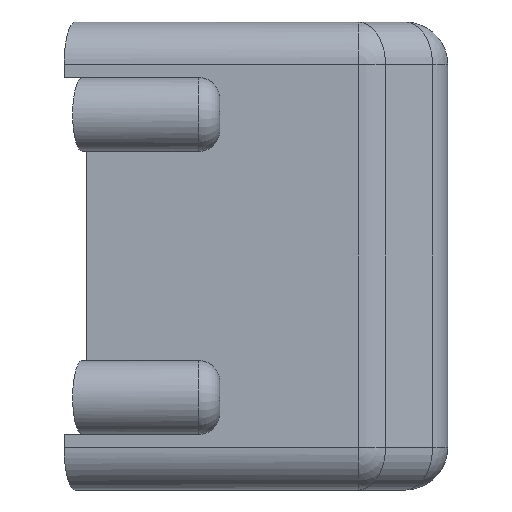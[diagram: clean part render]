
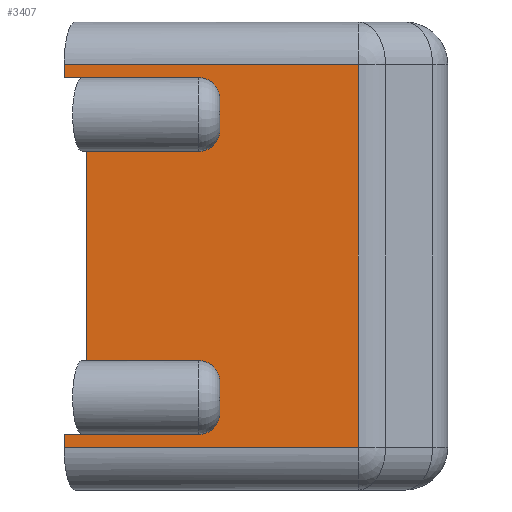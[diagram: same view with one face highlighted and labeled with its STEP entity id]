
A CAD part, front view. The second image highlights one B-rep face of the part: STEP entity #3407.
In plain terms, the highlighted planar face has unit normal (0, -1, 0).
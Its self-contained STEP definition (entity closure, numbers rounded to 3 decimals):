
#5 = VERTEX_POINT ( 'NONE', #3368 ) ;
#16 = EDGE_CURVE ( 'NONE', #3671, #3196, #3408, .T. ) ;
#18 = CARTESIAN_POINT ( 'NONE',  ( 80.259, 18.586, 22. ) ) ;
#127 = CARTESIAN_POINT ( 'NONE',  ( 67.237, 18.586, 14.766 ) ) ;
#131 = EDGE_CURVE ( 'NONE', #1590, #3702, #3046, .T. ) ;
#139 = DIRECTION ( 'NONE',  ( -1., 0., 0. ) ) ;
#267 = ORIENTED_EDGE ( 'NONE', *, *, #16, .F. ) ;
#272 = ORIENTED_EDGE ( 'NONE', *, *, #321, .T. ) ;
#321 = EDGE_CURVE ( 'NONE', #3641, #3196, #577, .T. ) ;
#330 = ORIENTED_EDGE ( 'NONE', *, *, #1494, .T. ) ;
#362 = VECTOR ( 'NONE', #3678, 1000. ) ;
#427 = DIRECTION ( 'NONE',  ( 0., 0., 1. ) ) ;
#456 = DIRECTION ( 'NONE',  ( 0., 0., 1. ) ) ;
#492 = DIRECTION ( 'NONE',  ( 0., 0., 1. ) ) ;
#509 = LINE ( 'NONE', #3092, #1827 ) ;
#518 = CARTESIAN_POINT ( 'NONE',  ( 67.237, 18.586, 11.834 ) ) ;
#531 = EDGE_CURVE ( 'NONE', #1356, #793, #1100, .T. ) ;
#552 = CARTESIAN_POINT ( 'NONE',  ( 88.683, 18.586, -16.766 ) ) ;
#557 = VECTOR ( 'NONE', #1348, 1000. ) ;
#570 = VECTOR ( 'NONE', #427, 1000. ) ;
#577 = CIRCLE ( 'NONE', #3435, 2. ) ;
#603 = CARTESIAN_POINT ( 'NONE',  ( 52.601, 18.586, 16.766 ) ) ;
#641 = DIRECTION ( 'NONE',  ( 0., 1., 0. ) ) ;
#648 = EDGE_CURVE ( 'NONE', #2871, #1865, #3745, .T. ) ;
#658 = DIRECTION ( 'NONE',  ( 0., 0., 1. ) ) ;
#670 = VECTOR ( 'NONE', #139, 1000. ) ;
#694 = VECTOR ( 'NONE', #4064, 1000. ) ;
#712 = DIRECTION ( 'NONE',  ( 0., 0., 1. ) ) ;
#766 = CARTESIAN_POINT ( 'NONE',  ( 65.237, 18.586, 11.834 ) ) ;
#783 = DIRECTION ( 'NONE',  ( -1., 0., 0. ) ) ;
#786 = CARTESIAN_POINT ( 'NONE',  ( 54.668, 18.586, 0. ) ) ;
#791 = LINE ( 'NONE', #1975, #557 ) ;
#793 = VERTEX_POINT ( 'NONE', #1706 ) ;
#821 = ORIENTED_EDGE ( 'NONE', *, *, #531, .F. ) ;
#851 = VERTEX_POINT ( 'NONE', #2327 ) ;
#855 = DIRECTION ( 'NONE',  ( 0., 0., 1. ) ) ;
#889 = CARTESIAN_POINT ( 'NONE',  ( 88.683, 18.586, 16.766 ) ) ;
#891 = VECTOR ( 'NONE', #3011, 1000. ) ;
#903 = CIRCLE ( 'NONE', #1570, 2. ) ;
#948 = DIRECTION ( 'NONE',  ( 0., 0., 1. ) ) ;
#1032 = CARTESIAN_POINT ( 'NONE',  ( 65.237, 18.586, -16.766 ) ) ;
#1050 = CARTESIAN_POINT ( 'NONE',  ( 80.259, 18.586, 18. ) ) ;
#1100 = LINE ( 'NONE', #3970, #362 ) ;
#1139 = ORIENTED_EDGE ( 'NONE', *, *, #1791, .T. ) ;
#1162 = PLANE ( 'NONE',  #2563 ) ;
#1183 = FACE_OUTER_BOUND ( 'NONE', #3787, .T. ) ;
#1207 = CARTESIAN_POINT ( 'NONE',  ( 88.683, 18.586, 22. ) ) ;
#1219 = CARTESIAN_POINT ( 'NONE',  ( 54.668, 18.586, 9.834 ) ) ;
#1220 = EDGE_CURVE ( 'NONE', #851, #1790, #903, .T. ) ;
#1230 = VECTOR ( 'NONE', #2702, 1000. ) ;
#1235 = ORIENTED_EDGE ( 'NONE', *, *, #1585, .T. ) ;
#1243 = VECTOR ( 'NONE', #712, 1000. ) ;
#1348 = DIRECTION ( 'NONE',  ( 1., 0., 0. ) ) ;
#1352 = CARTESIAN_POINT ( 'NONE',  ( 52.601, 18.586, -18. ) ) ;
#1356 = VERTEX_POINT ( 'NONE', #1352 ) ;
#1371 = ORIENTED_EDGE ( 'NONE', *, *, #2081, .F. ) ;
#1388 = VERTEX_POINT ( 'NONE', #2412 ) ;
#1494 = EDGE_CURVE ( 'NONE', #1356, #2823, #3394, .T. ) ;
#1570 = AXIS2_PLACEMENT_3D ( 'NONE', #3565, #2885, #658 ) ;
#1585 = EDGE_CURVE ( 'NONE', #2823, #1590, #2861, .T. ) ;
#1590 = VERTEX_POINT ( 'NONE', #1050 ) ;
#1691 = VECTOR ( 'NONE', #2512, 1000. ) ;
#1706 = CARTESIAN_POINT ( 'NONE',  ( 52.601, 18.586, -16.766 ) ) ;
#1786 = DIRECTION ( 'NONE',  ( 1., 0., 0. ) ) ;
#1790 = VERTEX_POINT ( 'NONE', #127 ) ;
#1791 = EDGE_CURVE ( 'NONE', #1880, #1388, #3690, .T. ) ;
#1804 = ORIENTED_EDGE ( 'NONE', *, *, #2973, .F. ) ;
#1813 = EDGE_CURVE ( 'NONE', #2552, #5, #2089, .T. ) ;
#1827 = VECTOR ( 'NONE', #2449, 1000. ) ;
#1865 = VERTEX_POINT ( 'NONE', #603 ) ;
#1870 = EDGE_CURVE ( 'NONE', #793, #4055, #4033, .T. ) ;
#1880 = VERTEX_POINT ( 'NONE', #1219 ) ;
#1897 = AXIS2_PLACEMENT_3D ( 'NONE', #766, #2033, #456 ) ;
#1963 = ORIENTED_EDGE ( 'NONE', *, *, #2137, .F. ) ;
#1975 = CARTESIAN_POINT ( 'NONE',  ( 88.683, 18.586, -16.766 ) ) ;
#1999 = VERTEX_POINT ( 'NONE', #1032 ) ;
#2003 = LINE ( 'NONE', #3281, #570 ) ;
#2008 = ORIENTED_EDGE ( 'NONE', *, *, #1870, .F. ) ;
#2033 = DIRECTION ( 'NONE',  ( 0., 1., 0. ) ) ;
#2075 = CARTESIAN_POINT ( 'NONE',  ( 67.237, 18.586, -14.766 ) ) ;
#2079 = CARTESIAN_POINT ( 'NONE',  ( 88.683, 18.586, -18. ) ) ;
#2081 = EDGE_CURVE ( 'NONE', #3641, #1388, #3282, .T. ) ;
#2089 = CIRCLE ( 'NONE', #1897, 2. ) ;
#2097 = LINE ( 'NONE', #889, #891 ) ;
#2137 = EDGE_CURVE ( 'NONE', #2552, #1790, #509, .T. ) ;
#2158 = VECTOR ( 'NONE', #2522, 1000. ) ;
#2327 = CARTESIAN_POINT ( 'NONE',  ( 65.237, 18.586, 16.766 ) ) ;
#2412 = CARTESIAN_POINT ( 'NONE',  ( 54.668, 18.586, -9.834 ) ) ;
#2449 = DIRECTION ( 'NONE',  ( 0., 0., 1. ) ) ;
#2460 = CARTESIAN_POINT ( 'NONE',  ( 88.683, 18.586, 16.766 ) ) ;
#2489 = CARTESIAN_POINT ( 'NONE',  ( 65.237, 18.586, -11.834 ) ) ;
#2512 = DIRECTION ( 'NONE',  ( -1., 0., 0. ) ) ;
#2522 = DIRECTION ( 'NONE',  ( 1., 0., 0. ) ) ;
#2524 = CARTESIAN_POINT ( 'NONE',  ( 80.259, 18.586, -18. ) ) ;
#2536 = CARTESIAN_POINT ( 'NONE',  ( 67.237, 18.586, -11.834 ) ) ;
#2552 = VERTEX_POINT ( 'NONE', #518 ) ;
#2563 = AXIS2_PLACEMENT_3D ( 'NONE', #1207, #3699, #855 ) ;
#2702 = DIRECTION ( 'NONE',  ( 0., 0., -1. ) ) ;
#2717 = CARTESIAN_POINT ( 'NONE',  ( 88.683, 18.586, -9.834 ) ) ;
#2759 = AXIS2_PLACEMENT_3D ( 'NONE', #3692, #3716, #492 ) ;
#2767 = VECTOR ( 'NONE', #1786, 1000. ) ;
#2769 = CARTESIAN_POINT ( 'NONE',  ( 52.601, 18.586, 18. ) ) ;
#2794 = CARTESIAN_POINT ( 'NONE',  ( 88.683, 18.586, 9.834 ) ) ;
#2823 = VERTEX_POINT ( 'NONE', #2524 ) ;
#2826 = CIRCLE ( 'NONE', #2759, 2. ) ;
#2860 = ORIENTED_EDGE ( 'NONE', *, *, #3588, .F. ) ;
#2861 = LINE ( 'NONE', #18, #1243 ) ;
#2871 = VERTEX_POINT ( 'NONE', #3308 ) ;
#2885 = DIRECTION ( 'NONE',  ( 0., 1., 0. ) ) ;
#2973 = EDGE_CURVE ( 'NONE', #1865, #3702, #2003, .T. ) ;
#2981 = ORIENTED_EDGE ( 'NONE', *, *, #3386, .F. ) ;
#2985 = CARTESIAN_POINT ( 'NONE',  ( 88.683, 18.586, 18. ) ) ;
#3011 = DIRECTION ( 'NONE',  ( -1., 0., 0. ) ) ;
#3046 = LINE ( 'NONE', #2985, #670 ) ;
#3079 = ORIENTED_EDGE ( 'NONE', *, *, #648, .F. ) ;
#3084 = ORIENTED_EDGE ( 'NONE', *, *, #131, .T. ) ;
#3092 = CARTESIAN_POINT ( 'NONE',  ( 67.237, 18.586, 22. ) ) ;
#3140 = ORIENTED_EDGE ( 'NONE', *, *, #1220, .T. ) ;
#3196 = VERTEX_POINT ( 'NONE', #2536 ) ;
#3281 = CARTESIAN_POINT ( 'NONE',  ( 52.601, 18.586, -25.49 ) ) ;
#3282 = LINE ( 'NONE', #2717, #3681 ) ;
#3308 = CARTESIAN_POINT ( 'NONE',  ( 54.668, 18.586, 16.766 ) ) ;
#3368 = CARTESIAN_POINT ( 'NONE',  ( 65.237, 18.586, 9.834 ) ) ;
#3377 = LINE ( 'NONE', #2794, #694 ) ;
#3379 = ORIENTED_EDGE ( 'NONE', *, *, #3735, .T. ) ;
#3386 = EDGE_CURVE ( 'NONE', #1880, #5, #3377, .T. ) ;
#3394 = LINE ( 'NONE', #2079, #2767 ) ;
#3407 = ADVANCED_FACE ( 'NONE', ( #1183 ), #1162, .F. ) ;
#3408 = LINE ( 'NONE', #3666, #3795 ) ;
#3435 = AXIS2_PLACEMENT_3D ( 'NONE', #2489, #641, #948 ) ;
#3565 = CARTESIAN_POINT ( 'NONE',  ( 65.237, 18.586, 14.766 ) ) ;
#3588 = EDGE_CURVE ( 'NONE', #4055, #1999, #791, .T. ) ;
#3604 = ORIENTED_EDGE ( 'NONE', *, *, #1813, .T. ) ;
#3611 = EDGE_CURVE ( 'NONE', #851, #2871, #2097, .T. ) ;
#3641 = VERTEX_POINT ( 'NONE', #3652 ) ;
#3652 = CARTESIAN_POINT ( 'NONE',  ( 65.237, 18.586, -9.834 ) ) ;
#3666 = CARTESIAN_POINT ( 'NONE',  ( 67.237, 18.586, 22. ) ) ;
#3671 = VERTEX_POINT ( 'NONE', #2075 ) ;
#3678 = DIRECTION ( 'NONE',  ( 0., 0., 1. ) ) ;
#3681 = VECTOR ( 'NONE', #783, 1000. ) ;
#3689 = DIRECTION ( 'NONE',  ( 0., 0., 1. ) ) ;
#3690 = LINE ( 'NONE', #786, #1230 ) ;
#3692 = CARTESIAN_POINT ( 'NONE',  ( 65.237, 18.586, -14.766 ) ) ;
#3699 = DIRECTION ( 'NONE',  ( 0., 1., 0. ) ) ;
#3702 = VERTEX_POINT ( 'NONE', #2769 ) ;
#3716 = DIRECTION ( 'NONE',  ( 0., 1., 0. ) ) ;
#3735 = EDGE_CURVE ( 'NONE', #3671, #1999, #2826, .T. ) ;
#3745 = LINE ( 'NONE', #2460, #1691 ) ;
#3767 = ORIENTED_EDGE ( 'NONE', *, *, #3611, .F. ) ;
#3781 = CARTESIAN_POINT ( 'NONE',  ( 54.668, 18.586, -16.766 ) ) ;
#3787 = EDGE_LOOP ( 'NONE', ( #2981, #1139, #1371, #272, #267, #3379, #2860, #2008, #821, #330, #1235, #3084, #1804, #3079, #3767, #3140, #1963, #3604 ) ) ;
#3795 = VECTOR ( 'NONE', #3689, 1000. ) ;
#3970 = CARTESIAN_POINT ( 'NONE',  ( 52.601, 18.586, -25.49 ) ) ;
#4033 = LINE ( 'NONE', #552, #2158 ) ;
#4055 = VERTEX_POINT ( 'NONE', #3781 ) ;
#4064 = DIRECTION ( 'NONE',  ( 1., 0., 0. ) ) ;
